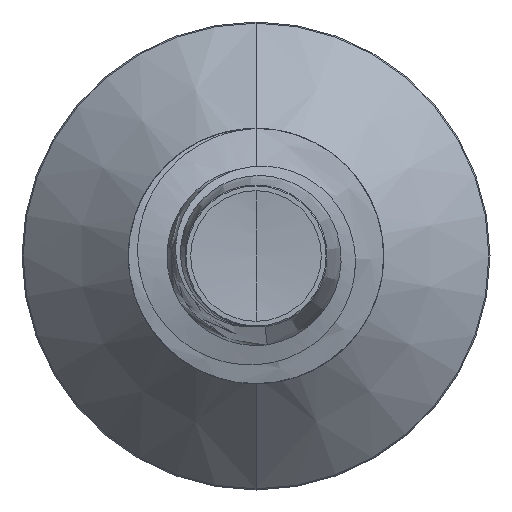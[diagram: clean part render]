
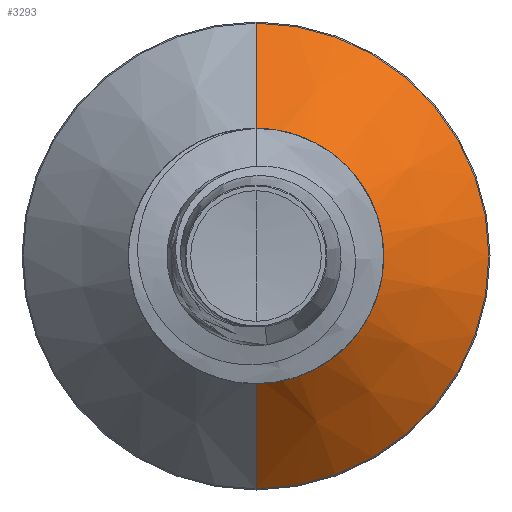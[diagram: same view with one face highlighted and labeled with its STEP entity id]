
A CAD part, front view. The second image highlights one B-rep face of the part: STEP entity #3293.
In plain terms, the highlighted conical face has half-angle 45 degrees and reference radius 1.414 mm.
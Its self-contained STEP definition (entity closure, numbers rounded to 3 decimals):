
#2855 = ORIENTED_EDGE ( 'NONE', *, *, #14483, .F. ) ;
#3293 = ADVANCED_FACE ( 'NONE', ( #12259 ), #17233, .T. ) ;
#6199 = AXIS2_PLACEMENT_3D ( 'NONE', #24286, #22937, #22481 ) ;
#6232 = DIRECTION ( 'NONE',  ( 0., 0.707, -0.707 ) ) ;
#6479 = CARTESIAN_POINT ( 'NONE',  ( 0., 15.614, -1.414 ) ) ;
#6974 = DIRECTION ( 'NONE',  ( 0., 0.707, 0.707 ) ) ;
#7002 = CARTESIAN_POINT ( 'NONE',  ( 0., 15.614, 1.414 ) ) ;
#7867 = LINE ( 'NONE', #6479, #18843 ) ;
#9661 = EDGE_LOOP ( 'NONE', ( #25101, #21495, #11173, #2855 ) ) ;
#11173 = ORIENTED_EDGE ( 'NONE', *, *, #23313, .F. ) ;
#11440 = DIRECTION ( 'NONE',  ( 0., 0., 1. ) ) ;
#11476 = DIRECTION ( 'NONE',  ( 0., 1., 0. ) ) ;
#11482 = CARTESIAN_POINT ( 'NONE',  ( 0., 15.614, 0. ) ) ;
#11561 = VERTEX_POINT ( 'NONE', #25180 ) ;
#12259 = FACE_OUTER_BOUND ( 'NONE', #9661, .T. ) ;
#12599 = VERTEX_POINT ( 'NONE', #12747 ) ;
#12747 = CARTESIAN_POINT ( 'NONE',  ( 0., 15.614, 1.414 ) ) ;
#13141 = EDGE_CURVE ( 'NONE', #12599, #17574, #18567, .T. ) ;
#14483 = EDGE_CURVE ( 'NONE', #12599, #11561, #26287, .T. ) ;
#14858 = EDGE_CURVE ( 'NONE', #17574, #26009, #7867, .T. ) ;
#15588 = CIRCLE ( 'NONE', #23845, 2.737 ) ;
#17233 = CONICAL_SURFACE ( 'NONE', #6199, 1.414, 0.785 ) ;
#17574 = VERTEX_POINT ( 'NONE', #20996 ) ;
#18567 = CIRCLE ( 'NONE', #25605, 1.414 ) ;
#18843 = VECTOR ( 'NONE', #6232, 1000. ) ;
#20996 = CARTESIAN_POINT ( 'NONE',  ( 0., 15.614, -1.414 ) ) ;
#21495 = ORIENTED_EDGE ( 'NONE', *, *, #14858, .T. ) ;
#22481 = DIRECTION ( 'NONE',  ( 0., 0., 1. ) ) ;
#22937 = DIRECTION ( 'NONE',  ( 0., 1., 0. ) ) ;
#23002 = VECTOR ( 'NONE', #6974, 1000. ) ;
#23313 = EDGE_CURVE ( 'NONE', #11561, #26009, #15588, .T. ) ;
#23356 = DIRECTION ( 'NONE',  ( 0., 0., 1. ) ) ;
#23361 = DIRECTION ( 'NONE',  ( 0., 1., 0. ) ) ;
#23378 = CARTESIAN_POINT ( 'NONE',  ( 0., 16.937, 0. ) ) ;
#23845 = AXIS2_PLACEMENT_3D ( 'NONE', #23378, #23361, #23356 ) ;
#23855 = CARTESIAN_POINT ( 'NONE',  ( 0., 16.937, -2.737 ) ) ;
#24286 = CARTESIAN_POINT ( 'NONE',  ( 0., 15.614, 0. ) ) ;
#25101 = ORIENTED_EDGE ( 'NONE', *, *, #13141, .T. ) ;
#25180 = CARTESIAN_POINT ( 'NONE',  ( 0., 16.937, 2.737 ) ) ;
#25605 = AXIS2_PLACEMENT_3D ( 'NONE', #11482, #11476, #11440 ) ;
#26009 = VERTEX_POINT ( 'NONE', #23855 ) ;
#26287 = LINE ( 'NONE', #7002, #23002 ) ;
